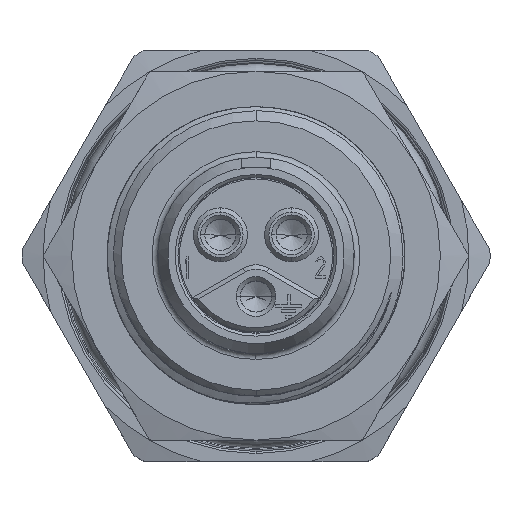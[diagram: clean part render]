
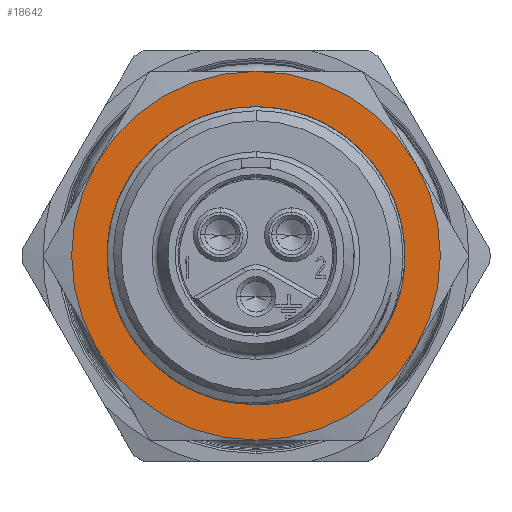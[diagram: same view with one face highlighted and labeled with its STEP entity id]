
A CAD part, top view. The second image highlights one B-rep face of the part: STEP entity #18642.
In plain terms, the highlighted planar face has unit normal (0, 0, 1).
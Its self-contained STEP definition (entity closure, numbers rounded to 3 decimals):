
#3148=CARTESIAN_POINT('',(1.78,18.585,-3.6));
#3149=CARTESIAN_POINT('',(2.093,18.539,-3.6));
#3150=CARTESIAN_POINT('',(2.713,18.42,-3.6));
#3151=CARTESIAN_POINT('',(3.323,18.244,-3.6));
#3152=CARTESIAN_POINT('',(3.625,18.142,-3.6));
#3222=CARTESIAN_POINT('',(10.432,7.681,-3.6));
#3223=CARTESIAN_POINT('',(10.422,7.364,-3.6));
#3224=CARTESIAN_POINT('',(10.369,6.719,-3.6));
#3225=CARTESIAN_POINT('',(10.174,5.688,-3.6));
#3226=CARTESIAN_POINT('',(9.872,4.684,-3.6));
#3227=CARTESIAN_POINT('',(9.465,3.707,-3.6));
#3228=CARTESIAN_POINT('',(8.959,2.777,-3.6));
#3229=CARTESIAN_POINT('',(8.359,1.904,-3.6));
#3230=CARTESIAN_POINT('',(7.673,1.098,-3.6));
#3231=CARTESIAN_POINT('',(6.908,0.368,-3.6));
#3232=CARTESIAN_POINT('',(6.078,-0.275,-3.6));
#3233=CARTESIAN_POINT('',(5.187,-0.827,-3.6));
#3234=CARTESIAN_POINT('',(4.599,-1.111,-3.6));
#3235=CARTESIAN_POINT('',(4.303,-1.235,-3.6));
#3237=CARTESIAN_POINT('',(0.,8.288,-3.6));
#3238=DIRECTION('',(0.,0.,1.));
#3239=DIRECTION('',(0.866,-0.5,0.));
#3240=AXIS2_PLACEMENT_3D('',#3237,#3238,#3239);
#3242=CARTESIAN_POINT('',(11.258,14.788,-3.6));
#3272=CARTESIAN_POINT('',(0.,8.288,-3.6));
#3273=DIRECTION('',(0.,0.,1.));
#3274=DIRECTION('',(0.866,0.5,0.));
#3275=AXIS2_PLACEMENT_3D('',#3272,#3273,#3274);
#3277=CARTESIAN_POINT('',(0.,21.288,
-3.6));
#3297=CARTESIAN_POINT('',(0.,8.288,-3.6));
#3298=DIRECTION('',(0.,0.,1.));
#3299=DIRECTION('',(0.,1.,0.));
#3300=AXIS2_PLACEMENT_3D('',#3297,#3298,#3299);
#3302=CARTESIAN_POINT('',(-11.258,14.788,
-3.6));
#3312=CARTESIAN_POINT('',(0.,8.288,-3.6));
#3313=DIRECTION('',(0.,0.,1.));
#3314=DIRECTION('',(-0.866,0.5,0.));
#3315=AXIS2_PLACEMENT_3D('',#3312,#3313,#3314);
#3317=CARTESIAN_POINT('',(-11.258,1.788,
-3.6));
#3347=CARTESIAN_POINT('',(0.,8.288,-3.6));
#3348=DIRECTION('',(0.,0.,-1.));
#3349=DIRECTION('',(0.,-1.,0.));
#3350=AXIS2_PLACEMENT_3D('',#3347,#3348,#3349);
#3352=CARTESIAN_POINT('',(0.,-4.712,
-3.6));
#3372=CARTESIAN_POINT('',(0.,8.288,-3.6));
#3373=DIRECTION('',(0.,0.,-1.));
#3374=DIRECTION('',(0.866,-0.5,0.));
#3375=AXIS2_PLACEMENT_3D('',#3372,#3373,#3374);
#3377=CARTESIAN_POINT('',(11.258,1.788,-3.6));
#4199=CARTESIAN_POINT('',(8.252,14.781,-3.6));
#4200=CARTESIAN_POINT('',(8.442,14.525,-3.6));
#4201=CARTESIAN_POINT('',(8.798,13.999,-3.6));
#4202=CARTESIAN_POINT('',(9.103,13.446,-3.6));
#4203=CARTESIAN_POINT('',(9.243,13.163,-3.6));
#4514=CARTESIAN_POINT('',(0.,8.288,-3.6));
#4515=DIRECTION('',(0.,0.,-1.));
#4516=DIRECTION('',(0.885,0.466,0.));
#4517=AXIS2_PLACEMENT_3D('',#4514,#4515,#4516);
#4661=CARTESIAN_POINT('',(0.,8.288,-3.6));
#4662=DIRECTION('',(0.,0.,-1.));
#4663=DIRECTION('',(0.412,-0.911,0.));
#4664=AXIS2_PLACEMENT_3D('',#4661,#4662,#4663);
#9201=CARTESIAN_POINT('',(0.,8.288,-3.6));
#9202=DIRECTION('',(0.,0.,1.));
#9203=DIRECTION('',(0.786,0.618,0.));
#9204=AXIS2_PLACEMENT_3D('',#9201,#9202,#9203);
#13393=VERTEX_POINT('',#3242);
#13396=VERTEX_POINT('',#3277);
#13399=VERTEX_POINT('',#3302);
#13411=VERTEX_POINT('',#3317);
#13414=VERTEX_POINT('',#3352);
#13417=VERTEX_POINT('',#3377);
#13432=VERTEX_POINT('',#3222);
#13433=VERTEX_POINT('',#3235);
#13446=VERTEX_POINT('',#4199);
#13447=VERTEX_POINT('',#4203);
#13451=VERTEX_POINT('',#3148);
#13452=VERTEX_POINT('',#3152);
#18610=CARTESIAN_POINT('',(0.,8.288,-3.6));
#18611=DIRECTION('',(0.,0.,1.));
#18612=DIRECTION('',(-1.,0.,0.));
#18613=AXIS2_PLACEMENT_3D('',#18610,#18611,#18612);
#18614=PLANE('772',#18613);
#18616=ORIENTED_EDGE('2411',*,*,#18615,.F.);
#18618=ORIENTED_EDGE('2406',*,*,#18617,.T.);
#18620=ORIENTED_EDGE('2407',*,*,#18619,.T.);
#18622=ORIENTED_EDGE('2410',*,*,#18621,.F.);
#18624=ORIENTED_EDGE('2403',*,*,#18623,.F.);
#18626=ORIENTED_EDGE('2402',*,*,#18625,.F.);
#18627=EDGE_LOOP('772',(#18616,#18618,#18620,#18622,#18624,#18626));
#18628=FACE_OUTER_BOUND('772',#18627,.F.);
#18630=ORIENTED_EDGE('2459',*,*,#18629,.F.);
#18632=ORIENTED_EDGE('2467',*,*,#18631,.T.);
#18633=ORIENTED_EDGE('2463',*,*,#18578,.F.);
#18635=ORIENTED_EDGE('2497',*,*,#18634,.F.);
#18637=ORIENTED_EDGE('2440',*,*,#18636,.F.);
#18639=ORIENTED_EDGE('2492',*,*,#18638,.F.);
#18640=EDGE_LOOP('772',(#18630,#18632,#18633,#18635,#18637,#18639));
#18641=FACE_BOUND('772',#18640,.F.);
#3153=B_SPLINE_CURVE_WITH_KNOTS('2463',3,(#3148,#3149,#3150,#3151,#3152),
.UNSPECIFIED.,.F.,.F.,(4,1,4),(0.,0.5,1.),.UNSPECIFIED.);
#3236=B_SPLINE_CURVE_WITH_KNOTS('2440',3,(#3222,#3223,#3224,#3225,#3226,#3227,
#3228,#3229,#3230,#3231,#3232,#3233,#3234,#3235),.UNSPECIFIED.,.F.,.F.,(4,1,1,1,
1,1,1,1,1,1,1,4),(0.,0.091,0.182,0.273,
0.364,0.455,0.545,0.636,
0.727,0.818,0.909,1.),.UNSPECIFIED.);
#3241=CIRCLE('2411',#3240,13.);
#3276=CIRCLE('2402',#3275,13.);
#3301=CIRCLE('2403',#3300,13.);
#3316=CIRCLE('2410',#3315,13.);
#3351=CIRCLE('2407',#3350,13.);
#3376=CIRCLE('2406',#3375,13.);
#4204=B_SPLINE_CURVE_WITH_KNOTS('2459',3,(#4199,#4200,#4201,#4202,#4203),
.UNSPECIFIED.,.F.,.F.,(4,1,4),(0.,0.5,1.),.UNSPECIFIED.);
#4518=CIRCLE('2492',#4517,10.45);
#4665=CIRCLE('2497',#4664,10.45);
#9205=CIRCLE('2467',#9204,10.5);
#18578=EDGE_CURVE('2463',#13451,#13452,#3153,.T.);
#18615=EDGE_CURVE('2411',#13417,#13393,#3241,.T.);
#18617=EDGE_CURVE('2406',#13417,#13414,#3376,.T.);
#18619=EDGE_CURVE('2407',#13414,#13411,#3351,.T.);
#18621=EDGE_CURVE('2410',#13399,#13411,#3316,.T.);
#18623=EDGE_CURVE('2403',#13396,#13399,#3301,.T.);
#18625=EDGE_CURVE('2402',#13393,#13396,#3276,.T.);
#18629=EDGE_CURVE('2459',#13446,#13447,#4204,.T.);
#18631=EDGE_CURVE('2467',#13446,#13452,#9205,.T.);
#18634=EDGE_CURVE('2497',#13433,#13451,#4665,.T.);
#18636=EDGE_CURVE('2440',#13432,#13433,#3236,.T.);
#18638=EDGE_CURVE('2492',#13447,#13432,#4518,.T.);
#18642=ADVANCED_FACE('772',(#18628,#18641),#18614,.T.);
